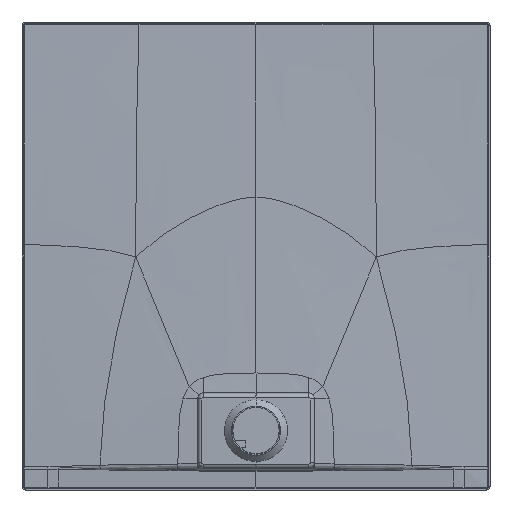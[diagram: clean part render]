
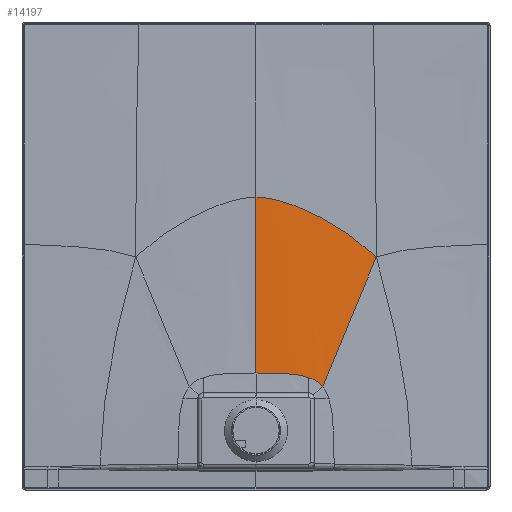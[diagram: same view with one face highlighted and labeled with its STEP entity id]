
A CAD part, front view. The second image highlights one B-rep face of the part: STEP entity #14197.
In plain terms, the highlighted free-form (B-spline) face has degree [3, 3] with [9, 8] control points.
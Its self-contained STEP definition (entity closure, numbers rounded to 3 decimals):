
#3447=CARTESIAN_POINT('',(101.029,-17.999,216.295));
#3448=CARTESIAN_POINT('',(106.844,-17.999,214.312));
#3449=CARTESIAN_POINT('',(117.11,-17.998,209.472));
#3450=CARTESIAN_POINT('',(124.972,-17.997,202.507));
#3451=CARTESIAN_POINT('',(128.38,-17.997,198.398));
#3465=CARTESIAN_POINT('',(0.,-17.999,
225.067));
#3467=CARTESIAN_POINT('',(0.,-17.999,
225.067));
#3468=CARTESIAN_POINT('',(5.829,-17.999,225.067));
#3469=CARTESIAN_POINT('',(17.035,-17.999,225.029));
#3470=CARTESIAN_POINT('',(37.711,-17.999,224.724));
#3471=CARTESIAN_POINT('',(60.433,-17.999,223.759));
#3472=CARTESIAN_POINT('',(83.12,-17.999,221.179));
#3473=CARTESIAN_POINT('',(95.474,-17.999,218.189));
#3474=CARTESIAN_POINT('',(101.029,-17.999,216.295));
#3476=CARTESIAN_POINT('',(101.029,-17.999,216.295));
#4393=CARTESIAN_POINT('',(231.391,-8.999,448.369));
#4394=CARTESIAN_POINT('',(227.999,-9.204,440.798));
#4395=CARTESIAN_POINT('',(221.381,-9.621,425.96));
#4396=CARTESIAN_POINT('',(208.931,-10.468,397.659));
#4397=CARTESIAN_POINT('',(189.388,-11.965,352.012));
#4398=CARTESIAN_POINT('',(167.817,-13.988,297.547));
#4399=CARTESIAN_POINT('',(147.27,-16.096,243.306));
#4400=CARTESIAN_POINT('',(134.636,-17.372,212.453));
#4401=CARTESIAN_POINT('',(128.38,-17.997,198.398));
#4403=DIRECTION('',(0.,-0.022,-1.));
#4404=VECTOR('',#4403,337.583);
#4405=CARTESIAN_POINT('',(0.,-10.499,
562.567));
#4406=LINE('',#4405,#4404);
#5133=CARTESIAN_POINT('',(231.391,-8.999,448.369));
#5134=CARTESIAN_POINT('',(221.369,-9.126,458.038));
#5135=CARTESIAN_POINT('',(201.247,-9.349,475.465));
#5136=CARTESIAN_POINT('',(161.243,-9.698,503.997));
#5137=CARTESIAN_POINT('',(112.294,-10.042,531.693));
#5138=CARTESIAN_POINT('',(55.302,-10.391,555.919));
#5139=CARTESIAN_POINT('',(18.268,-10.499,562.567));
#5140=CARTESIAN_POINT('',(0.,-10.499,
562.567));
#5919=VERTEX_POINT('',#3476);
#5920=VERTEX_POINT('',#3451);
#5921=VERTEX_POINT('',#3465);
#5984=VERTEX_POINT('',#4393);
#5985=CARTESIAN_POINT('',(0.,-10.499,
562.567));
#5986=VERTEX_POINT('',#5985);
#14115=CARTESIAN_POINT('',(-1.33,-18.074,
221.691));
#14116=CARTESIAN_POINT('',(16.979,-18.074,
221.697));
#14117=CARTESIAN_POINT('',(48.741,-18.074,
221.488));
#14118=CARTESIAN_POINT('',(84.765,-18.072,
218.633));
#14119=CARTESIAN_POINT('',(106.488,-18.071,
212.649));
#14120=CARTESIAN_POINT('',(119.999,-18.071,
204.629));
#14121=CARTESIAN_POINT('',(125.542,-18.071,
199.295));
#14122=CARTESIAN_POINT('',(128.083,-18.072,
196.168));
#14123=CARTESIAN_POINT('',(-1.33,-17.424,
250.94));
#14124=CARTESIAN_POINT('',(16.971,-17.424,
250.973));
#14125=CARTESIAN_POINT('',(49.145,-17.427,
249.73));
#14126=CARTESIAN_POINT('',(86.677,-17.437,
242.957));
#14127=CARTESIAN_POINT('',(110.082,-17.443,
232.813));
#14128=CARTESIAN_POINT('',(125.183,-17.437,
221.451));
#14129=CARTESIAN_POINT('',(131.631,-17.428,
214.479));
#14130=CARTESIAN_POINT('',(134.672,-17.422,
210.525));
#14131=CARTESIAN_POINT('',(-1.326,-16.149,
308.314));
#14132=CARTESIAN_POINT('',(16.914,-16.149,
308.398));
#14133=CARTESIAN_POINT('',(49.851,-16.155,
305.14));
#14134=CARTESIAN_POINT('',(90.397,-16.182,
291.018));
#14135=CARTESIAN_POINT('',(117.175,-16.197,
273.534));
#14136=CARTESIAN_POINT('',(135.432,-16.173,
256.597));
#14137=CARTESIAN_POINT('',(143.678,-16.142,
246.955));
#14138=CARTESIAN_POINT('',(147.713,-16.121,
241.647));
#14139=CARTESIAN_POINT('',(-1.31,-14.249,
393.811));
#14140=CARTESIAN_POINT('',(16.693,-14.249,
393.962));
#14141=CARTESIAN_POINT('',(50.585,-14.245,
388.118));
#14142=CARTESIAN_POINT('',(95.824,-14.24,
365.065));
#14143=CARTESIAN_POINT('',(128.245,-14.21,
339.224));
#14144=CARTESIAN_POINT('',(151.864,-14.116,
316.041));
#14145=CARTESIAN_POINT('',(163.136,-14.033,
303.286));
#14146=CARTESIAN_POINT('',(168.825,-13.979,
296.317));
#14147=CARTESIAN_POINT('',(-1.304,-12.687,
464.123));
#14148=CARTESIAN_POINT('',(16.593,-12.688,
464.304));
#14149=CARTESIAN_POINT('',(51.379,-12.652,
457.274));
#14150=CARTESIAN_POINT('',(100.943,-12.539,
430.459));
#14151=CARTESIAN_POINT('',(139.157,-12.397,
400.996));
#14152=CARTESIAN_POINT('',(168.634,-12.191,
374.133));
#14153=CARTESIAN_POINT('',(183.233,-12.04,
358.96));
#14154=CARTESIAN_POINT('',(190.713,-11.948,
350.526));
#14155=CARTESIAN_POINT('',(-1.322,-11.593,
513.341));
#14156=CARTESIAN_POINT('',(16.821,-11.595,
513.523));
#14157=CARTESIAN_POINT('',(52.704,-11.524,
506.452));
#14158=CARTESIAN_POINT('',(105.929,-11.298,
479.904));
#14159=CARTESIAN_POINT('',(149.185,-11.052,
450.491));
#14160=CARTESIAN_POINT('',(183.94,-10.763,
422.182));
#14161=CARTESIAN_POINT('',(201.502,-10.565,
405.459));
#14162=CARTESIAN_POINT('',(210.529,-10.448,
395.992));
#14163=CARTESIAN_POINT('',(-1.343,-10.951,
542.227));
#14164=CARTESIAN_POINT('',(17.082,-10.953,
542.404));
#14165=CARTESIAN_POINT('',(53.822,-10.861,
535.534));
#14166=CARTESIAN_POINT('',(109.445,-10.561,
509.977));
#14167=CARTESIAN_POINT('',(155.953,-10.256,
481.347));
#14168=CARTESIAN_POINT('',(194.09,-9.925,
452.541));
#14169=CARTESIAN_POINT('',(213.509,-9.705,
434.993));
#14170=CARTESIAN_POINT('',(223.485,-9.575,
424.959));
#14171=CARTESIAN_POINT('',(-1.358,-10.622,
557.051));
#14172=CARTESIAN_POINT('',(17.266,-10.624,
557.223));
#14173=CARTESIAN_POINT('',(54.534,-10.521,
550.533));
#14174=CARTESIAN_POINT('',(111.484,-10.183,
525.763));
#14175=CARTESIAN_POINT('',(159.76,-9.849,
497.783));
#14176=CARTESIAN_POINT('',(199.709,-9.499,
468.837));
#14177=CARTESIAN_POINT('',(220.104,-9.271,
450.899));
#14178=CARTESIAN_POINT('',(230.569,-9.135,
440.593));
#14179=CARTESIAN_POINT('',(-1.367,-10.448,
564.843));
#14180=CARTESIAN_POINT('',(17.379,-10.451,
565.012));
#14181=CARTESIAN_POINT('',(54.95,-10.342,
558.434));
#14182=CARTESIAN_POINT('',(112.627,-9.984,
534.146));
#14183=CARTESIAN_POINT('',(161.854,-9.636,
506.565));
#14184=CARTESIAN_POINT('',(202.767,-9.278,
477.571));
#14185=CARTESIAN_POINT('',(223.674,-9.046,
459.438));
#14186=CARTESIAN_POINT('',(234.394,-8.908,
448.995));
#14187=B_SPLINE_SURFACE_WITH_KNOTS('',3,3,((#14115,#14116,#14117,#14118,#14119,
#14120,#14121,#14122),(#14123,#14124,#14125,#14126,#14127,#14128,#14129,#14130),
(#14131,#14132,#14133,#14134,#14135,#14136,#14137,#14138),(#14139,#14140,#14141,
#14142,#14143,#14144,#14145,#14146),(#14147,#14148,#14149,#14150,#14151,#14152,
#14153,#14154),(#14155,#14156,#14157,#14158,#14159,#14160,#14161,#14162),
(#14163,#14164,#14165,#14166,#14167,#14168,#14169,#14170),(#14171,#14172,#14173,
#14174,#14175,#14176,#14177,#14178),(#14179,#14180,#14181,#14182,#14183,#14184,
#14185,#14186)),.UNSPECIFIED.,.F.,.F.,.F.,(4,1,1,1,1,1,4),(4,1,1,1,1,4),(
-0.005,0.125,0.25,0.375,0.438,0.469,0.503),
(-0.003,0.125,0.25,0.375,0.438,0.504),
.UNSPECIFIED.);
#14189=ORIENTED_EDGE('',*,*,#14188,.F.);
#14191=ORIENTED_EDGE('',*,*,#14190,.F.);
#14192=ORIENTED_EDGE('',*,*,#14108,.T.);
#14193=ORIENTED_EDGE('',*,*,#12345,.F.);
#14194=ORIENTED_EDGE('',*,*,#12411,.F.);
#14195=EDGE_LOOP('',(#14189,#14191,#14192,#14193,#14194));
#14196=FACE_OUTER_BOUND('',#14195,.F.);
#14197=ADVANCED_FACE('',(#14196),#14187,.F.);
#3452=B_SPLINE_CURVE_WITH_KNOTS('',3,(#3447,#3448,#3449,#3450,#3451),
.UNSPECIFIED.,.F.,.F.,(4,1,4),(0.,0.5,1.),.UNSPECIFIED.);
#3475=B_SPLINE_CURVE_WITH_KNOTS('',3,(#3467,#3468,#3469,#3470,#3471,#3472,#3473,
#3474),.UNSPECIFIED.,.F.,.F.,(4,1,1,1,1,4),(0.,0.125,
0.25,0.5,0.75,1.),.UNSPECIFIED.);
#4402=B_SPLINE_CURVE_WITH_KNOTS('',3,(#4393,#4394,#4395,#4396,#4397,#4398,#4399,
#4400,#4401),.UNSPECIFIED.,.F.,.F.,(4,1,1,1,1,1,4),(0.,0.063,
0.125,0.25,0.5,0.75,1.),
.UNSPECIFIED.);
#5141=B_SPLINE_CURVE_WITH_KNOTS('',3,(#5133,#5134,#5135,#5136,#5137,#5138,#5139,
#5140),.UNSPECIFIED.,.F.,.F.,(4,1,1,1,1,4),(0.,0.125,
0.25,0.5,0.75,1.),.UNSPECIFIED.);
#12345=EDGE_CURVE('',#5919,#5920,#3452,.T.);
#12411=EDGE_CURVE('',#5921,#5919,#3475,.T.);
#14108=EDGE_CURVE('',#5984,#5920,#4402,.T.);
#14188=EDGE_CURVE('',#5986,#5921,#4406,.T.);
#14190=EDGE_CURVE('',#5984,#5986,#5141,.T.);
